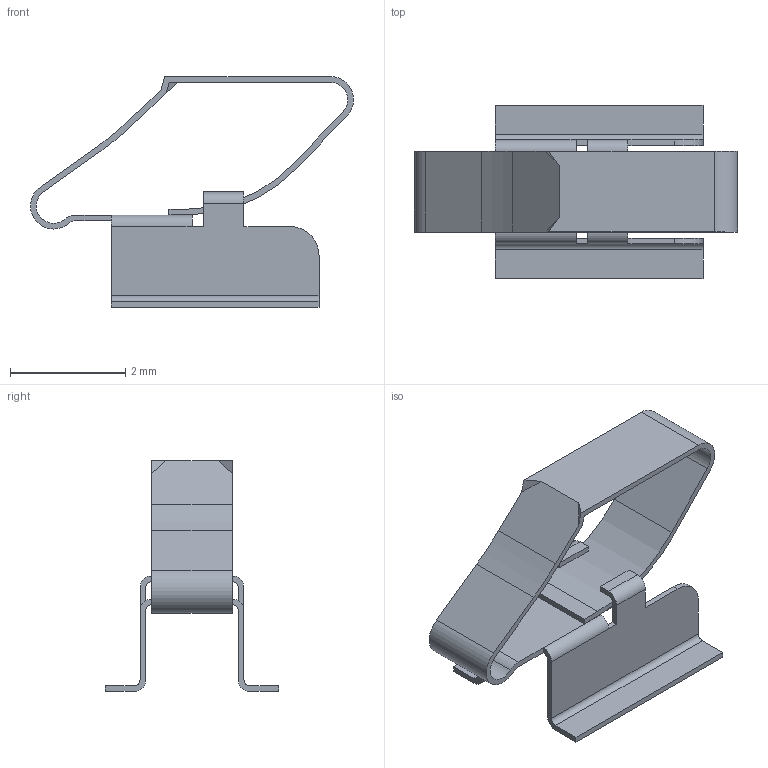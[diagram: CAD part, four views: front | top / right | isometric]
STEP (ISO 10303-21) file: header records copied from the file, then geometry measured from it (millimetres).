
FILE_DESCRIPTION(/* description */ ('Unknown'),/* implementation_level */ '2;1');
FILE_NAME(/* name */ 'H_Wurth_WE-SECF_331265563040',/* time_stamp */ '2025-10-23T11:30:30+08:00',/* author */ ('Unknown'),/* organization */ ('Unknown'),/* preprocessor_version */ 'ST-DEVELOPER v19.4',/* originating_system */ 'Solid Edge',/* authorisation */ 'Unknown');
FILE_SCHEMA (('AUTOMOTIVE_DESIGN {1 0 10303 214 3 1 1}'));
Length unit declared in the file: millimetre
Products named in the file (2): H_Wurth_WE-SECF_331265563040
Assembly tree (1 placements, depth 2):
  H_Wurth_WE-SECF_331265563040
    H_Wurth_WE-SECF_331265563040
Bounding box: 5.6 x 3 x 4 mm (x, y, z)
Volume: 3.5 mm3; surface area: 74.2 mm2
Topology: 1 solids, 1 shells, 72 faces, 202 edges, 132 vertices
Faces by surface type: plane 48, cylinder 24
Entity records: 2359 total; most frequent: CARTESIAN_POINT 408, ORIENTED_EDGE 404, DIRECTION 398, EDGE_CURVE 202, LINE 154, VECTOR 154, VERTEX_POINT 132, AXIS2_PLACEMENT_3D 122
